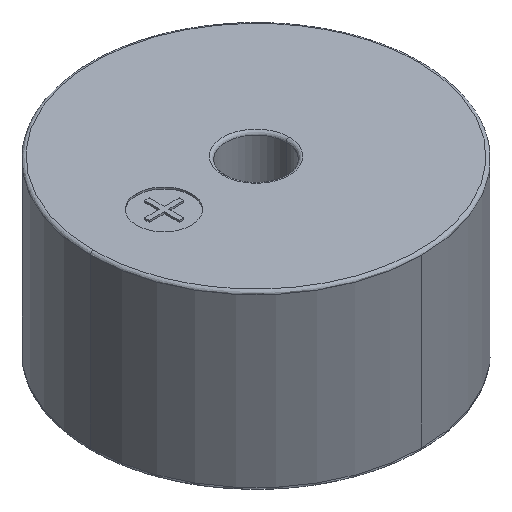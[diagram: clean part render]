
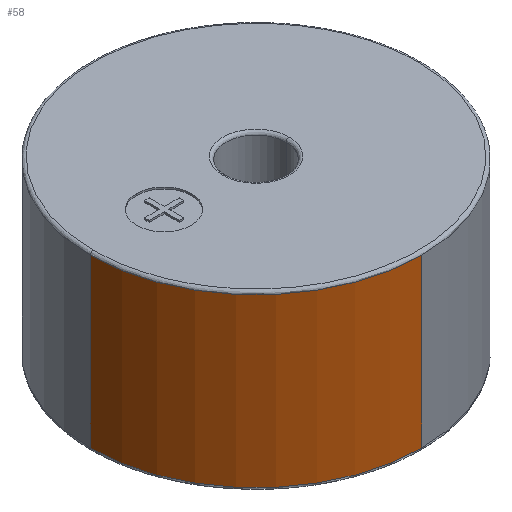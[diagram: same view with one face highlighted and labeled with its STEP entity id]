
A CAD part, isometric view. The second image highlights one B-rep face of the part: STEP entity #58.
In plain terms, the highlighted cylindrical face has radius 4.795 mm (diameter 9.591 mm), a partial arc.
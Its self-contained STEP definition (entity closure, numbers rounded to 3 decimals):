
#3 = VECTOR ( 'NONE', #743, 1000. ) ;
#7 = DIRECTION ( 'NONE',  ( 0., 0., 1. ) ) ;
#13 = DIRECTION ( 'NONE',  ( 0., 0., 1. ) ) ;
#34 = EDGE_LOOP ( 'NONE', ( #764, #642, #288, #391 ) ) ;
#58 = ADVANCED_FACE ( 'NONE', ( #1021 ), #571, .T. ) ;
#63 = CARTESIAN_POINT ( 'NONE',  ( 0., -4.795, 6.328 ) ) ;
#114 = EDGE_CURVE ( 'NONE', #400, #742, #317, .T. ) ;
#171 = AXIS2_PLACEMENT_3D ( 'NONE', #765, #1259, #994 ) ;
#191 = VERTEX_POINT ( 'NONE', #1271 ) ;
#194 = EDGE_CURVE ( 'NONE', #400, #191, #1134, .T. ) ;
#288 = ORIENTED_EDGE ( 'NONE', *, *, #664, .T. ) ;
#300 = LINE ( 'NONE', #63, #3 ) ;
#317 = CIRCLE ( 'NONE', #551, 4.795 ) ;
#352 = DIRECTION ( 'NONE',  ( 0., -1., 0. ) ) ;
#363 = CARTESIAN_POINT ( 'NONE',  ( -4.796, 0., 6.328 ) ) ;
#391 = ORIENTED_EDGE ( 'NONE', *, *, #194, .F. ) ;
#400 = VERTEX_POINT ( 'NONE', #1090 ) ;
#551 = AXIS2_PLACEMENT_3D ( 'NONE', #579, #13, #1240 ) ;
#571 = CYLINDRICAL_SURFACE ( 'NONE', #1235, 4.795 ) ;
#579 = CARTESIAN_POINT ( 'NONE',  ( 0., 0., 1.413 ) ) ;
#642 = ORIENTED_EDGE ( 'NONE', *, *, #786, .T. ) ;
#660 = VECTOR ( 'NONE', #797, 1000. ) ;
#664 = EDGE_CURVE ( 'NONE', #756, #191, #926, .T. ) ;
#742 = VERTEX_POINT ( 'NONE', #1116 ) ;
#743 = DIRECTION ( 'NONE',  ( 0., 0., 1. ) ) ;
#756 = VERTEX_POINT ( 'NONE', #850 ) ;
#764 = ORIENTED_EDGE ( 'NONE', *, *, #114, .T. ) ;
#765 = CARTESIAN_POINT ( 'NONE',  ( 0., 0., 6.243 ) ) ;
#786 = EDGE_CURVE ( 'NONE', #742, #756, #300, .T. ) ;
#797 = DIRECTION ( 'NONE',  ( 0., 0., 1. ) ) ;
#850 = CARTESIAN_POINT ( 'NONE',  ( 0., -4.795, 6.243 ) ) ;
#926 = CIRCLE ( 'NONE', #171, 4.795 ) ;
#994 = DIRECTION ( 'NONE',  ( -1., 0., 0. ) ) ;
#1021 = FACE_OUTER_BOUND ( 'NONE', #34, .T. ) ;
#1090 = CARTESIAN_POINT ( 'NONE',  ( -4.796, 0., 1.413 ) ) ;
#1116 = CARTESIAN_POINT ( 'NONE',  ( 0., -4.795, 1.413 ) ) ;
#1134 = LINE ( 'NONE', #363, #660 ) ;
#1235 = AXIS2_PLACEMENT_3D ( 'NONE', #1466, #7, #352 ) ;
#1240 = DIRECTION ( 'NONE',  ( 0., -1., 0. ) ) ;
#1259 = DIRECTION ( 'NONE',  ( 0., 0., -1. ) ) ;
#1271 = CARTESIAN_POINT ( 'NONE',  ( -4.796, 0., 6.243 ) ) ;
#1466 = CARTESIAN_POINT ( 'NONE',  ( 0., 0., 6.328 ) ) ;
